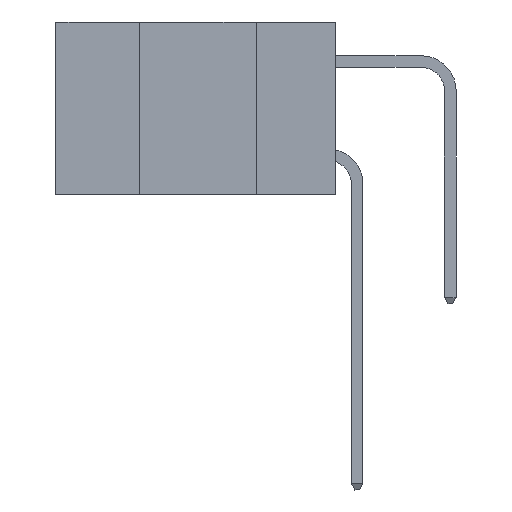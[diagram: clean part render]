
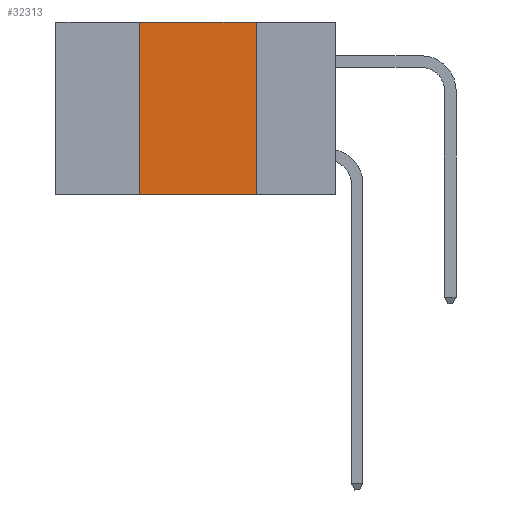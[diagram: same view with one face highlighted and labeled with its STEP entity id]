
A CAD part, left-side view. The second image highlights one B-rep face of the part: STEP entity #32313.
In plain terms, the highlighted planar face has unit normal (-1, 0, 0).
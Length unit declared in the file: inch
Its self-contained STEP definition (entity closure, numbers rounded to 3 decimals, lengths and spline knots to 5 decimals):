
#458 = AXIS2_PLACEMENT_3D ( 'NONE', #35664, #32104, #9678 ) ;
#497 = VECTOR ( 'NONE', #9631, 39.37008 ) ;
#1995 = EDGE_LOOP ( 'NONE', ( #10159, #5996, #34864, #5947 ) ) ;
#3431 = VECTOR ( 'NONE', #4882, 39.37008 ) ;
#4184 = EDGE_CURVE ( 'NONE', #8828, #15812, #27135, .T. ) ;
#4882 = DIRECTION ( 'NONE',  ( 0., 0., -1. ) ) ;
#5390 = CARTESIAN_POINT ( 'NONE',  ( 0., 0.42, -0.37 ) ) ;
#5662 = EDGE_CURVE ( 'NONE', #6465, #15812, #15875, .T. ) ;
#5947 = ORIENTED_EDGE ( 'NONE', *, *, #5662, .T. ) ;
#5996 = ORIENTED_EDGE ( 'NONE', *, *, #17645, .F. ) ;
#6465 = VERTEX_POINT ( 'NONE', #5390 ) ;
#7602 = CARTESIAN_POINT ( 'NONE',  ( 0., 0.6, 0. ) ) ;
#8828 = VERTEX_POINT ( 'NONE', #13995 ) ;
#9631 = DIRECTION ( 'NONE',  ( 0., -1., 0. ) ) ;
#9678 = DIRECTION ( 'NONE',  ( 0., 0., -1. ) ) ;
#10159 = ORIENTED_EDGE ( 'NONE', *, *, #4184, .F. ) ;
#10528 = DIRECTION ( 'NONE',  ( 0., -1., 0. ) ) ;
#11347 = CARTESIAN_POINT ( 'NONE',  ( 0., 0.17, -0.37 ) ) ;
#13247 = VECTOR ( 'NONE', #10528, 39.37008 ) ;
#13995 = CARTESIAN_POINT ( 'NONE',  ( 0., 0.17, 0. ) ) ;
#15812 = VERTEX_POINT ( 'NONE', #11347 ) ;
#15875 = LINE ( 'NONE', #31864, #497 ) ;
#16970 = LINE ( 'NONE', #7602, #13247 ) ;
#17645 = EDGE_CURVE ( 'NONE', #35705, #8828, #16970, .T. ) ;
#17876 = DIRECTION ( 'NONE',  ( 0., 0., 1. ) ) ;
#22991 = FACE_OUTER_BOUND ( 'NONE', #1995, .T. ) ;
#25463 = PLANE ( 'NONE',  #458 ) ;
#27135 = LINE ( 'NONE', #33350, #3431 ) ;
#30350 = CARTESIAN_POINT ( 'NONE',  ( 0., 0.42, 0. ) ) ;
#30735 = LINE ( 'NONE', #30350, #36273 ) ;
#31585 = EDGE_CURVE ( 'NONE', #6465, #35705, #30735, .T. ) ;
#31864 = CARTESIAN_POINT ( 'NONE',  ( 0., 0.6, -0.37 ) ) ;
#32104 = DIRECTION ( 'NONE',  ( 1., 0., 0. ) ) ;
#32313 = ADVANCED_FACE ( 'NONE', ( #22991 ), #25463, .F. ) ;
#33350 = CARTESIAN_POINT ( 'NONE',  ( 0., 0.17, 0. ) ) ;
#34864 = ORIENTED_EDGE ( 'NONE', *, *, #31585, .F. ) ;
#35312 = CARTESIAN_POINT ( 'NONE',  ( 0., 0.42, 0. ) ) ;
#35664 = CARTESIAN_POINT ( 'NONE',  ( 0., 0.6, 0. ) ) ;
#35705 = VERTEX_POINT ( 'NONE', #35312 ) ;
#36273 = VECTOR ( 'NONE', #17876, 39.37008 ) ;
